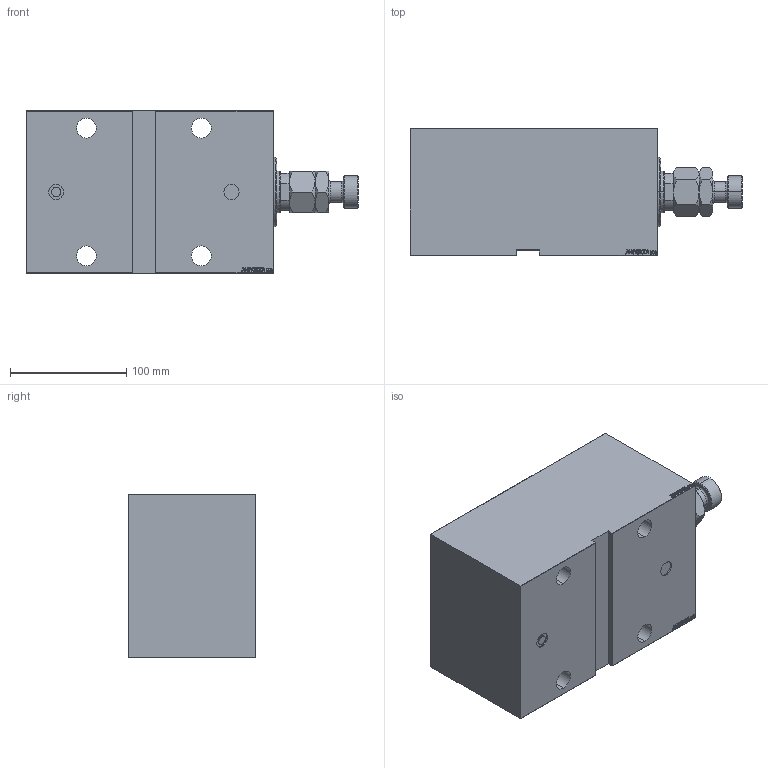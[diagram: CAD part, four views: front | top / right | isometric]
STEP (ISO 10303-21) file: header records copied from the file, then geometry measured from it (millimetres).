
FILE_DESCRIPTION (( 'STEP AP203' ), '1' );
FILE_NAME ('d271.STEP', '2024-02-23T08:46:36', ( '' ), ( '' ), 'SwSTEP 2.0', 'SolidWorks 2019', '' );
FILE_SCHEMA (( 'CONFIG_CONTROL_DESIGN' ));
Length unit declared in the file: millimetre
Products named in the file (5): V450CM_E_VCP 5afec5886fbcbb06be32e3b2306d7475; V450CM_VC_B 5afec5886fbcbb06be32e3b2306d7475; MFA 5afec5886fbcbb06be32e3b2306d7475; d271; V450CM_E_Body 5afec5886fbcbb06be32e3b2306d7475
Assembly tree (4 placements, depth 2):
  d271
    V450CM_E_Body 5afec5886fbcbb06be32e3b2306d7475
    V450CM_E_VCP 5afec5886fbcbb06be32e3b2306d7475
    V450CM_VC_B 5afec5886fbcbb06be32e3b2306d7475
    MFA 5afec5886fbcbb06be32e3b2306d7475
Bounding box: 286 x 110 x 140 mm (x, y, z)
Volume: 2720217.6 mm3; surface area: 284927.2 mm2
Topology: 4 solids, 4 shells, 901 faces, 2290 edges, 1507 vertices
Faces by surface type: plane 425, bspline 380, cylinder 50, cone 42, torus 4
Entity records: 44643 total; most frequent: CARTESIAN_POINT 24947, ORIENTED_EDGE 4576, DIRECTION 2674, EDGE_CURVE 2288, VERTEX_POINT 1507, LINE 1326, VECTOR 1326, EDGE_LOOP 1023
